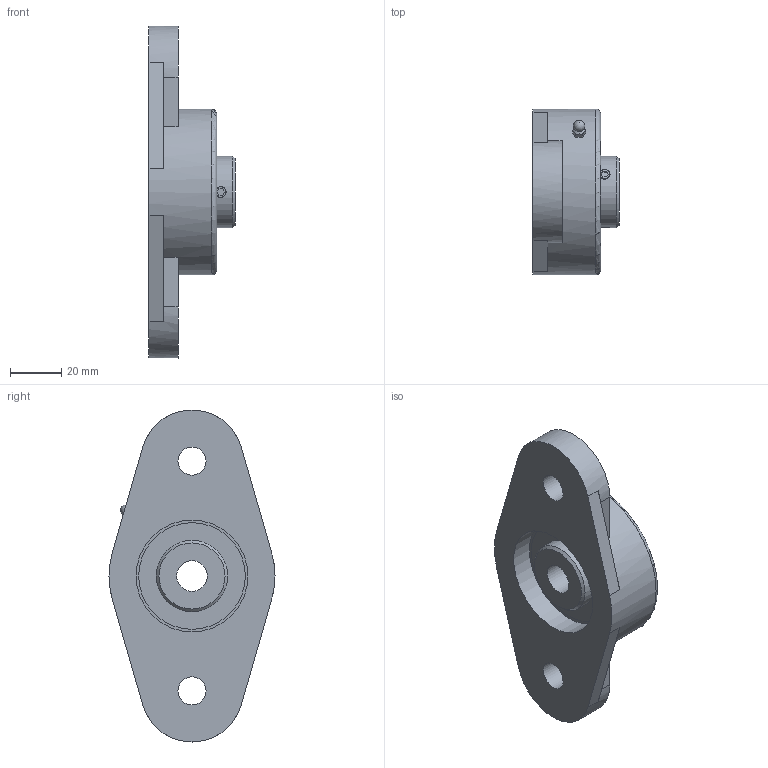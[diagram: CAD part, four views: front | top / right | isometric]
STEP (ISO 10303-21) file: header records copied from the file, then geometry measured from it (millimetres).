
FILE_DESCRIPTION( ( 'STEP AP203' ), '1' );
FILE_NAME( 'HPC - UCFL201_PBT_G.stp', '2022-03-18T16:54:28', ( 'License CC BY-ND 4.0' ), ( 'CADENAS' ), ' ', 'PARTsolutions', ' ' );
FILE_SCHEMA( ( 'CONFIG_CONTROL_DESIGN' ) );
Length unit declared in the file: millimetre
Products named in the file (3): HPC - UCFL201/PBT/G; _hpc_UCFL201/PBT/G_1; _hpc_UCFL201/PBT/G_2
Assembly tree (2 placements, depth 2):
  HPC - UCFL201/PBT/G
    _hpc_UCFL201/PBT/G_1
    _hpc_UCFL201/PBT/G_2
Bounding box: 33.7 x 65 x 130 mm (x, y, z)
Volume: 103020.9 mm3; surface area: 27243.1 mm2
Topology: 2 solids, 2 shells, 103 faces, 253 edges, 168 vertices
Faces by surface type: plane 72, cylinder 20, cone 7, sphere 3, torus 1
Full cylindrical faces by diameter (mm): 4.134 x2, 11 x2, 12 x1, 27.9 x2, 43.8 x2, 65 x1
Entity records: 3246 total; most frequent: CARTESIAN_POINT 793, DIRECTION 480, ORIENTED_EDGE 446, EDGE_CURVE 223, AXIS2_PLACEMENT_3D 167, VERTEX_POINT 160, EDGE_LOOP 146, LINE 146
